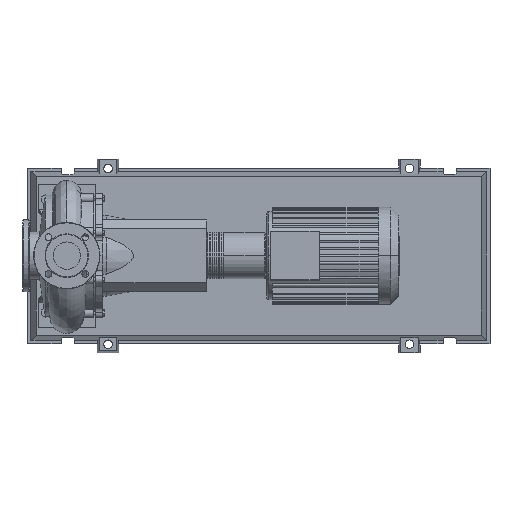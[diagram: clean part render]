
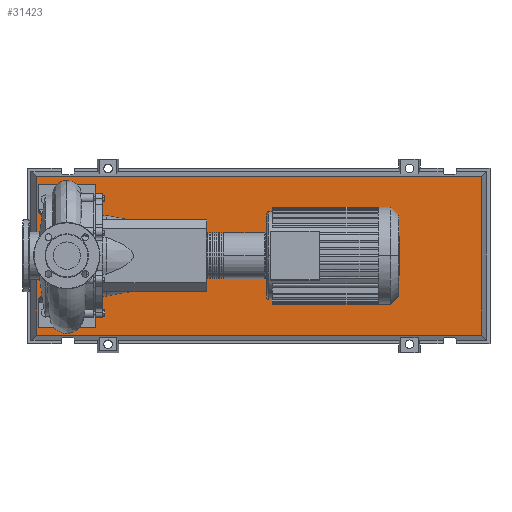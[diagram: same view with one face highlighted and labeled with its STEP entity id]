
A CAD part, top view. The second image highlights one B-rep face of the part: STEP entity #31423.
In plain terms, the highlighted planar face has unit normal (0, 0, 1).
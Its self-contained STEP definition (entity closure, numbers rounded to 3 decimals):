
#31104=CARTESIAN_POINT('',(1155.471,-220.471,103.0));
#31105=VERTEX_POINT('',#31104);
#31112=CARTESIAN_POINT('',(-85.471,-220.471,103.0));
#31113=VERTEX_POINT('',#31112);
#31114=CARTESIAN_POINT('',(1155.471,-220.471,103.0));
#31115=DIRECTION('',(-1.0,0.0,0.0));
#31116=VECTOR('',#31115,1240.941);
#31117=LINE('',#31114,#31116);
#31118=EDGE_CURVE('',#31105,#31113,#31117,.T.);
#31336=CARTESIAN_POINT('',(1155.471,220.471,103.0));
#31337=VERTEX_POINT('',#31336);
#31338=CARTESIAN_POINT('',(1155.471,220.471,103.0));
#31339=DIRECTION('',(0.0,-1.0,0.0));
#31340=VECTOR('',#31339,440.941);
#31341=LINE('',#31338,#31340);
#31342=EDGE_CURVE('',#31337,#31105,#31341,.T.);
#31360=CARTESIAN_POINT('',(-85.471,220.471,103.0));
#31361=VERTEX_POINT('',#31360);
#31362=CARTESIAN_POINT('',(-85.471,-220.471,103.0));
#31363=DIRECTION('',(0.0,1.0,0.0));
#31364=VECTOR('',#31363,440.941);
#31365=LINE('',#31362,#31364);
#31366=EDGE_CURVE('',#31113,#31361,#31365,.T.);
#31399=CARTESIAN_POINT('',(-85.471,220.471,103.0));
#31400=DIRECTION('',(1.0,0.0,0.0));
#31401=VECTOR('',#31400,1240.941);
#31402=LINE('',#31399,#31401);
#31403=EDGE_CURVE('',#31361,#31337,#31402,.T.);
#31412=CARTESIAN_POINT('',(535.,0.,103.0));
#31413=DIRECTION('',(0.0,0.0,1.0));
#31414=DIRECTION('',(1.0,0.0,0.0));
#31415=AXIS2_PLACEMENT_3D('',#31412,#31413,#31414);
#31416=PLANE('',#31415);
#31417=ORIENTED_EDGE('',*,*,#31342,.F.);
#31418=ORIENTED_EDGE('',*,*,#31403,.F.);
#31419=ORIENTED_EDGE('',*,*,#31366,.F.);
#31420=ORIENTED_EDGE('',*,*,#31118,.F.);
#31421=EDGE_LOOP('',(#31417,#31418,#31419,#31420));
#31422=FACE_OUTER_BOUND('',#31421,.T.);
#31423=ADVANCED_FACE('',(#31422),#31416,.T.);
